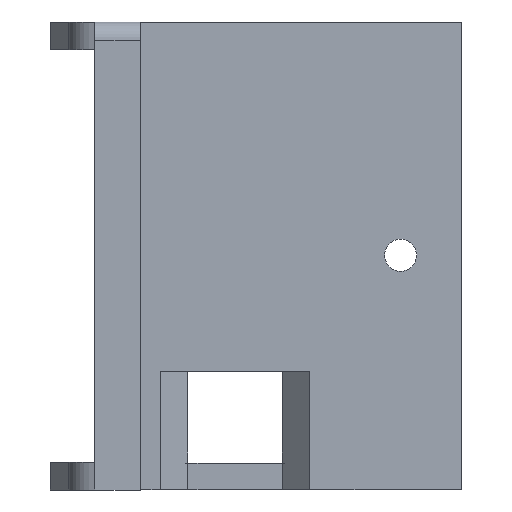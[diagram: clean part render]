
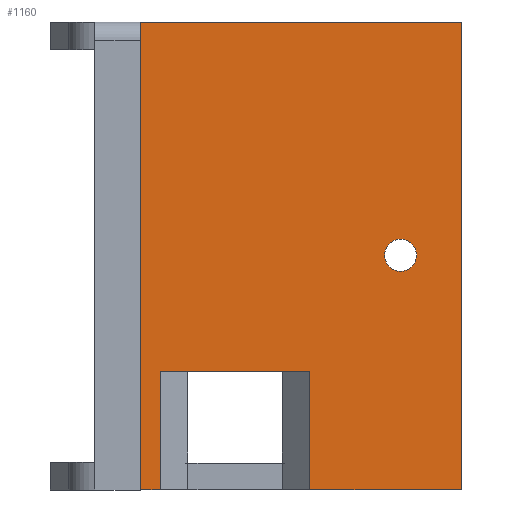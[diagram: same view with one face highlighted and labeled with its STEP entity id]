
A CAD part, left-side view. The second image highlights one B-rep face of the part: STEP entity #1160.
In plain terms, the highlighted planar face has unit normal (-1, 0, 0).
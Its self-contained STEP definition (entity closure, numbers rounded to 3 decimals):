
#53=FACE_BOUND('',#204,.T.);
#95=CIRCLE('',#1275,1.75);
#127=FACE_OUTER_BOUND('',#203,.T.);
#203=EDGE_LOOP('',(#973,#974,#975,#976,#977,#978,#979,#980));
#204=EDGE_LOOP('',(#981));
#238=LINE('',#1650,#363);
#274=LINE('',#1759,#399);
#281=LINE('',#1771,#406);
#285=LINE('',#1778,#410);
#325=LINE('',#1902,#450);
#326=LINE('',#1905,#451);
#329=LINE('',#1910,#454);
#330=LINE('',#1911,#455);
#363=VECTOR('',#1317,10.);
#399=VECTOR('',#1403,10.);
#406=VECTOR('',#1414,10.);
#410=VECTOR('',#1418,10.);
#450=VECTOR('',#1540,10.);
#451=VECTOR('',#1543,10.);
#454=VECTOR('',#1548,10.);
#455=VECTOR('',#1549,10.);
#488=VERTEX_POINT('',#1647);
#489=VERTEX_POINT('',#1649);
#536=VERTEX_POINT('',#1756);
#537=VERTEX_POINT('',#1758);
#540=VERTEX_POINT('',#1770);
#543=VERTEX_POINT('',#1776);
#587=VERTEX_POINT('',#1904);
#588=VERTEX_POINT('',#1909);
#589=VERTEX_POINT('',#1912);
#597=EDGE_CURVE('',#488,#489,#238,.T.);
#651=EDGE_CURVE('',#536,#537,#274,.F.);
#658=EDGE_CURVE('',#537,#540,#281,.T.);
#662=EDGE_CURVE('',#543,#488,#285,.T.);
#724=EDGE_CURVE('',#489,#536,#325,.T.);
#725=EDGE_CURVE('',#540,#587,#326,.T.);
#728=EDGE_CURVE('',#588,#587,#329,.T.);
#729=EDGE_CURVE('',#588,#543,#330,.T.);
#730=EDGE_CURVE('',#589,#589,#95,.F.);
#973=ORIENTED_EDGE('',*,*,#728,.T.);
#974=ORIENTED_EDGE('',*,*,#725,.F.);
#975=ORIENTED_EDGE('',*,*,#658,.F.);
#976=ORIENTED_EDGE('',*,*,#651,.F.);
#977=ORIENTED_EDGE('',*,*,#724,.F.);
#978=ORIENTED_EDGE('',*,*,#597,.F.);
#979=ORIENTED_EDGE('',*,*,#662,.F.);
#980=ORIENTED_EDGE('',*,*,#729,.F.);
#981=ORIENTED_EDGE('',*,*,#730,.T.);
#1115=PLANE('',#1274);
#1160=ADVANCED_FACE('',(#127,#53),#1115,.T.);
#1274=AXIS2_PLACEMENT_3D('',#1908,#1546,#1547);
#1275=AXIS2_PLACEMENT_3D('',#1913,#1550,#1551);
#1317=DIRECTION('',(0.,0.,1.));
#1403=DIRECTION('',(0.,0.,1.));
#1414=DIRECTION('',(0.,1.,0.));
#1418=DIRECTION('',(0.,1.,0.));
#1540=DIRECTION('',(0.,-1.,0.));
#1543=DIRECTION('',(0.,0.,1.));
#1546=DIRECTION('center_axis',(-1.,0.,0.));
#1547=DIRECTION('ref_axis',(0.,0.,1.));
#1548=DIRECTION('',(0.,-1.,0.));
#1549=DIRECTION('',(0.,0.,-1.));
#1550=DIRECTION('center_axis',(-1.,0.,0.));
#1551=DIRECTION('ref_axis',(0.,1.,0.));
#1647=CARTESIAN_POINT('',(181.,225.175,147.321));
#1649=CARTESIAN_POINT('',(181.,225.175,198.321));
#1650=CARTESIAN_POINT('',(181.,225.175,159.27));
#1756=CARTESIAN_POINT('',(181.,190.175,198.321));
#1758=CARTESIAN_POINT('',(181.,190.175,147.321));
#1759=CARTESIAN_POINT('',(181.,190.175,160.52));
#1770=CARTESIAN_POINT('',(181.,206.733,147.321));
#1771=CARTESIAN_POINT('',(181.,225.175,147.321));
#1776=CARTESIAN_POINT('',(181.,223.,147.321));
#1778=CARTESIAN_POINT('',(181.,225.175,147.321));
#1902=CARTESIAN_POINT('',(181.,225.175,198.321));
#1904=CARTESIAN_POINT('',(181.,206.733,160.253));
#1905=CARTESIAN_POINT('',(181.,206.733,147.253));
#1908=CARTESIAN_POINT('Origin',(181.,225.175,147.253));
#1909=CARTESIAN_POINT('',(181.,223.,160.253));
#1910=CARTESIAN_POINT('',(181.,220.021,160.253));
#1911=CARTESIAN_POINT('',(181.,223.,147.253));
#1912=CARTESIAN_POINT('',(181.,195.088,172.908));
#1913=CARTESIAN_POINT('Origin',(181.,196.838,172.908));
